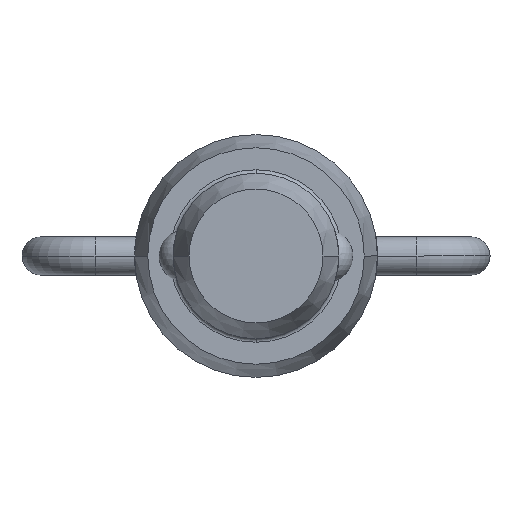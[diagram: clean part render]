
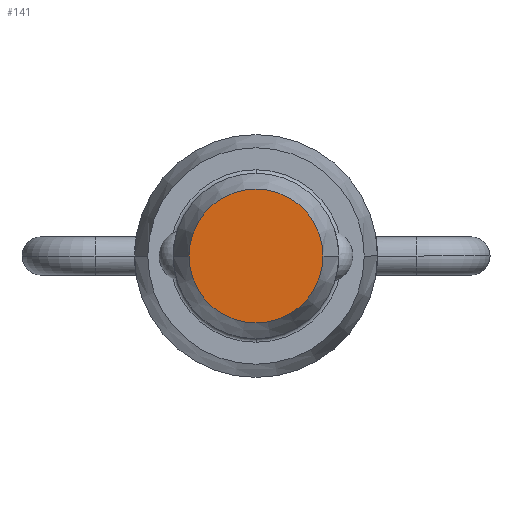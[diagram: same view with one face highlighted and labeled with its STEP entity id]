
A CAD part, front view. The second image highlights one B-rep face of the part: STEP entity #141.
In plain terms, the highlighted planar face has unit normal (0, -1, 0).
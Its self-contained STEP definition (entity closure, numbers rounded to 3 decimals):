
#141=ADVANCED_FACE('',(#281),#282,.T.);
#281=FACE_OUTER_BOUND('',#414,.T.);
#282=PLANE('',#415);
#414=EDGE_LOOP('',(#768,#769));
#415=AXIS2_PLACEMENT_3D('',#770,#771,#772);
#768=ORIENTED_EDGE('',*,*,#850,.T.);
#769=ORIENTED_EDGE('',*,*,#824,.T.);
#770=CARTESIAN_POINT('',(-2.381,-42.291,0.0));
#771=DIRECTION('',(0.,-1.0,0.0));
#772=DIRECTION('',(1.0,0.,0.0));
#824=EDGE_CURVE('',#993,#990,#994,.T.);
#850=EDGE_CURVE('',#990,#993,#1028,.T.);
#990=VERTEX_POINT('',#1239);
#993=VERTEX_POINT('',#1243);
#994=CIRCLE('',#1244,3.853);
#1028=CIRCLE('',#1347,3.853);
#1239=CARTESIAN_POINT('',(-3.853,-42.291,0.0));
#1243=CARTESIAN_POINT('',(3.853,-42.291,0.));
#1244=AXIS2_PLACEMENT_3D('',#1595,#1596,#1597);
#1347=AXIS2_PLACEMENT_3D('',#1638,#1639,#1640);
#1595=CARTESIAN_POINT('',(0.0,-42.291,0.0));
#1596=DIRECTION('',(0.,-1.0,0.0));
#1597=DIRECTION('',(-1.0,0.,0.0));
#1638=CARTESIAN_POINT('',(0.0,-42.291,0.0));
#1639=DIRECTION('',(0.,-1.0,0.0));
#1640=DIRECTION('',(-1.0,0.,0.0));
